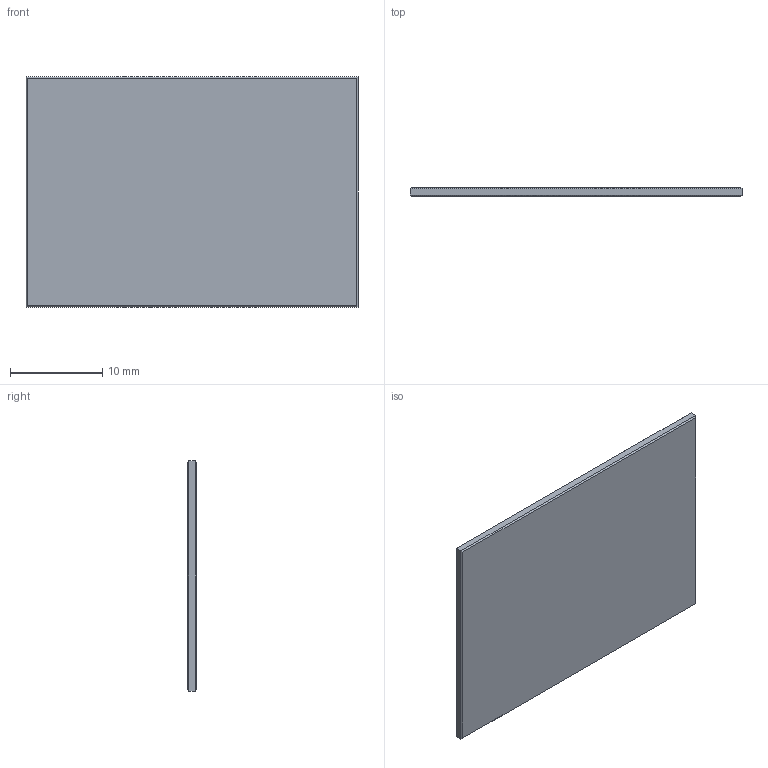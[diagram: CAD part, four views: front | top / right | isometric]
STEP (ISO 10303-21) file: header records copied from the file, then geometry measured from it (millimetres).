
FILE_DESCRIPTION (( 'STEP AP203' ), '1' );
FILE_NAME ('TTN034988-E0W.STEP', '2015-04-27T18:37:58', ( 'admin' ), ( '' ), 'SwSTEP 2.0', 'SolidWorks 2014', '' );
FILE_SCHEMA (( 'CONFIG_CONTROL_DESIGN' ));
Length unit declared in the file: millimetre
Products named in the file (1): TTN034988-E0W
Bounding box: 36 x 1 x 25 mm (x, y, z)
Volume: 897.3 mm3; surface area: 1900.5 mm2
Topology: 1 solids, 1 shells, 21 faces, 96 edges, 84 vertices
Faces by surface type: plane 21
Entity records: 1387 total; most frequent: CARTESIAN_POINT 538, ORIENTED_EDGE 192, DIRECTION 112, EDGE_CURVE 96, VERTEX_POINT 84, LINE 68, VECTOR 68, B_SPLINE_CURVE_WITH_KNOTS 28
